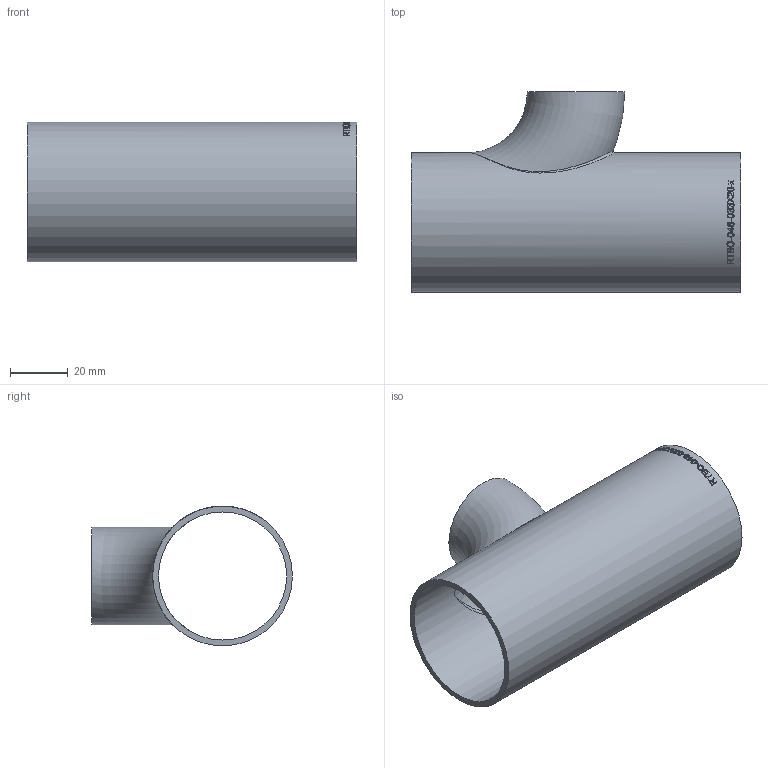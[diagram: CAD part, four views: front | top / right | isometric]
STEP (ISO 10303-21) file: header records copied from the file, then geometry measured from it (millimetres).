
FILE_DESCRIPTION (( 'STEP AP214' ), '1' );
FILE_NAME ('RTBO-048-033X20-x T-Bogen reduziert 2005.STEP', '2020-05-20T11:40:25', ( '' ), ( '' ), 'SwSTEP 2.0', 'SolidWorks 2019', '' );
FILE_SCHEMA (( 'AUTOMOTIVE_DESIGN' ));
Length unit declared in the file: millimetre
Products named in the file (1): RTBO-048-033X20-x T-Bogen reduziert 2005
Bounding box: 114 x 69.44 x 48.3 mm (x, y, z)
Volume: 36814.5 mm3; surface area: 37227.4 mm2
Topology: 1 solids, 1 shells, 240 faces, 632 edges, 422 vertices
Faces by surface type: bspline 145, plane 64, cylinder 29, torus 2
Full cylindrical faces by diameter (mm): 44.3 x1, 48.3 x1
Entity records: 27387 total; most frequent: CARTESIAN_POINT 20264, ORIENTED_EDGE 1244, EDGE_CURVE 622, B_SPLINE_CURVE_WITH_KNOTS 450, DIRECTION 446, VERTEX_POINT 418, EDGE_LOOP 278, FACE_OUTER_BOUND 246
